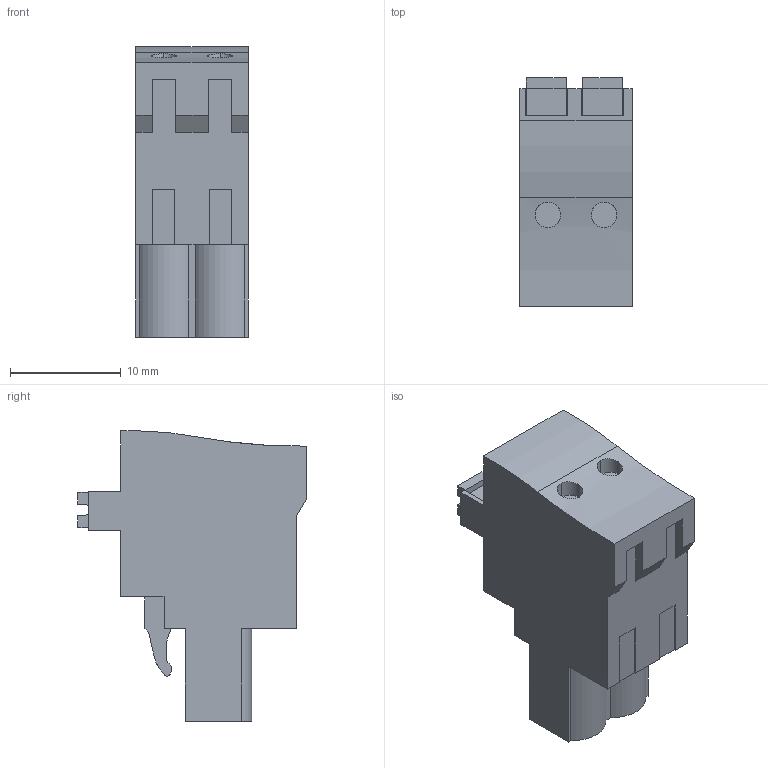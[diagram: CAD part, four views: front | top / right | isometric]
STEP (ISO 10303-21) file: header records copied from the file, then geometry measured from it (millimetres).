
FILE_DESCRIPTION(('CATIA V5 STEP Exchange','CAx-IF Rec.Pracs.--- Model Styling and Organization---1.2---2011-12-15'),'2;1');
FILE_NAME ('D1446256_0_1001530000_1001530000.stp','2017-09-08T11:44:14+00:00',('none'),('Weidmueller'),'CATIA Version 5-6 Release 2014','CATIA V5 STEP AP214','none');
FILE_SCHEMA(('AUTOMOTIVE_DESIGN { 1 0 10303 214 1 1 1 1 }'));
Length unit declared in the file: millimetre
Products named in the file (1): 1001530000
Bounding box: 10.16 x 20.64 x 26.24 mm (x, y, z)
Volume: 3133.4 mm3; surface area: 1900.2 mm2
Topology: 3 solids, 3 shells, 159 faces, 442 edges, 297 vertices
Faces by surface type: plane 127, cylinder 24, extrusion 8
Entity records: 4977 total; most frequent: CARTESIAN_POINT 1015, ORIENTED_EDGE 884, DIRECTION 673, EDGE_CURVE 442, VECTOR 387, LINE 379, VERTEX_POINT 297, AXIS2_PLACEMENT_3D 167
